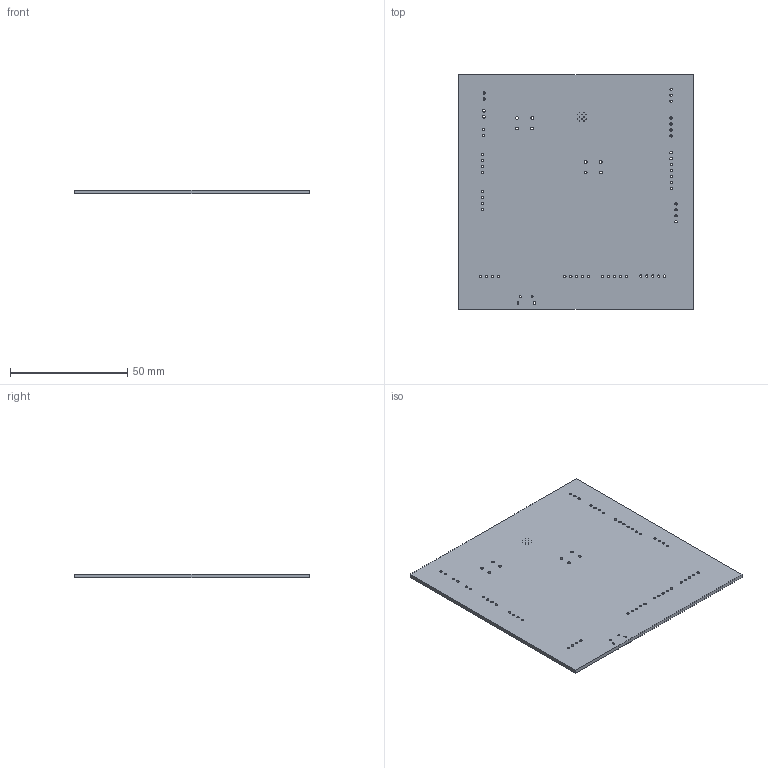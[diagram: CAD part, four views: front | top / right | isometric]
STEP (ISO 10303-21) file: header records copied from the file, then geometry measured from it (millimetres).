
FILE_DESCRIPTION(('KiCad electronic assembly'),'2;1');
FILE_NAME('PCB_VuilBak.step','2022-05-17T14:21:30',('Pcbnew'),('Kicad'), 'Open CASCADE STEP processor 7.6','KiCad to STEP converter','Unknown' );
FILE_SCHEMA(('AUTOMOTIVE_DESIGN { 1 0 10303 214 1 1 1 1 }'));
Length unit declared in the file: millimetre
Products named in the file (2): PCB_VuilBak 1; _autosave-PCB_VuilBak PCB
Assembly tree (1 placements, depth 2):
  PCB_VuilBak 1
    _autosave-PCB_VuilBak PCB
Bounding box: 100 x 100 x 1.6 mm (x, y, z)
Volume: 15914.6 mm3; surface area: 20872.9 mm2
Topology: 1 solids, 1 shells, 87 faces, 255 edges, 170 vertices
Faces by surface type: cylinder 77, plane 10
Full cylindrical faces by diameter (mm): 0.2 x12, 0.85 x2, 1 x47, 1.2 x12
Entity records: 7107 total; most frequent: CARTESIAN_POINT 1948, DIRECTION 943, ORIENTED_EDGE 510, PCURVE 510, DEFINITIONAL_REPRESENTATION 510, LINE 457, VECTOR 457, EDGE_CURVE 255
